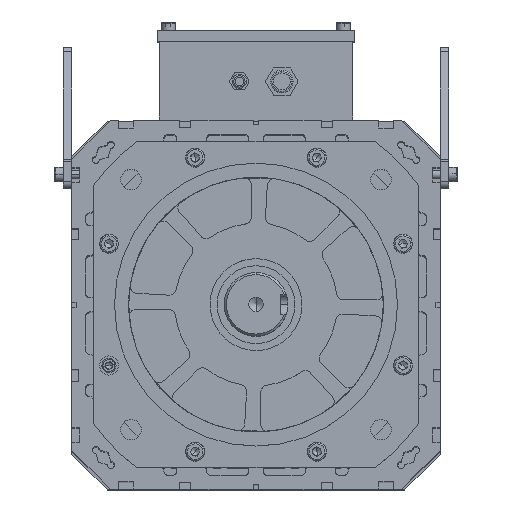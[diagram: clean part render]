
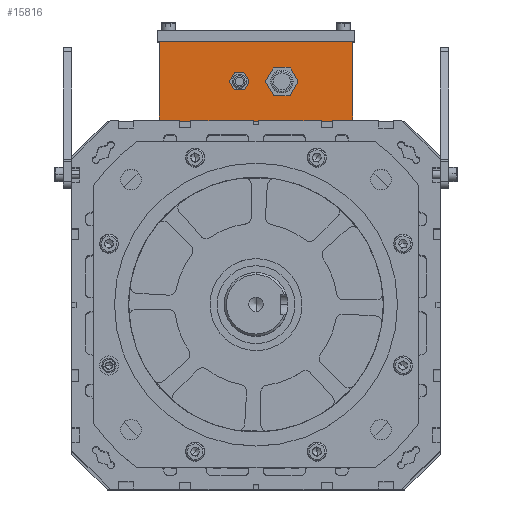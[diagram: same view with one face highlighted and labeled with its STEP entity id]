
A CAD part, top view. The second image highlights one B-rep face of the part: STEP entity #15816.
In plain terms, the highlighted planar face has unit normal (0, 0, 1).
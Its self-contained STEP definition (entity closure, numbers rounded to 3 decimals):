
#776 = EDGE_CURVE ( 'NONE', #15478, #2144, #12862, .T. ) ;
#969 = CARTESIAN_POINT ( 'NONE',  ( 284.393, 606.388, -1060.154 ) ) ;
#1113 = ORIENTED_EDGE ( 'NONE', *, *, #776, .T. ) ;
#1203 = CIRCLE ( 'NONE', #21753, 4. ) ;
#1525 = EDGE_CURVE ( 'NONE', #19314, #21421, #35560, .T. ) ;
#2050 = EDGE_CURVE ( 'NONE', #2144, #11033, #28120, .T. ) ;
#2144 = VERTEX_POINT ( 'NONE', #2717 ) ;
#2207 = AXIS2_PLACEMENT_3D ( 'NONE', #18285, #32267, #7392 ) ;
#2717 = CARTESIAN_POINT ( 'NONE',  ( 227.893, 574.388, -1060.154 ) ) ;
#3342 = ORIENTED_EDGE ( 'NONE', *, *, #10057, .F. ) ;
#3591 = CARTESIAN_POINT ( 'NONE',  ( 284.393, 602.388, -1060.154 ) ) ;
#3649 = AXIS2_PLACEMENT_3D ( 'NONE', #22500, #8299, #28200 ) ;
#4235 = CARTESIAN_POINT ( 'NONE',  ( 364.393, 630.388, -1060.154 ) ) ;
#4289 = EDGE_LOOP ( 'NONE', ( #22105, #8660 ) ) ;
#4564 = EDGE_CURVE ( 'NONE', #20480, #11033, #35346, .T. ) ;
#4663 = VECTOR ( 'NONE', #35331, 1000. ) ;
#5134 = CARTESIAN_POINT ( 'NONE',  ( 364.393, 630.388, -1060.154 ) ) ;
#5277 = EDGE_CURVE ( 'NONE', #19029, #6551, #8663, .T. ) ;
#5771 = CARTESIAN_POINT ( 'NONE',  ( 284.393, 598.388, -1060.154 ) ) ;
#6551 = VERTEX_POINT ( 'NONE', #30252 ) ;
#6803 = CIRCLE ( 'NONE', #9154, 6. ) ;
#7392 = DIRECTION ( 'NONE',  ( 0., 1., 0. ) ) ;
#8260 = EDGE_LOOP ( 'NONE', ( #35481, #3342 ) ) ;
#8299 = DIRECTION ( 'NONE',  ( 0., 0., -1. ) ) ;
#8660 = ORIENTED_EDGE ( 'NONE', *, *, #19867, .F. ) ;
#8663 = CIRCLE ( 'NONE', #2207, 6. ) ;
#9154 = AXIS2_PLACEMENT_3D ( 'NONE', #11940, #23179, #34410 ) ;
#9384 = DIRECTION ( 'NONE',  ( 0., -1., 0. ) ) ;
#10057 = EDGE_CURVE ( 'NONE', #6551, #19029, #6803, .T. ) ;
#10309 = DIRECTION ( 'NONE',  ( 1., 0., 0. ) ) ;
#10711 = CARTESIAN_POINT ( 'NONE',  ( 314.393, 608.388, -1060.154 ) ) ;
#11033 = VERTEX_POINT ( 'NONE', #11395 ) ;
#11395 = CARTESIAN_POINT ( 'NONE',  ( 364.393, 574.388, -1060.154 ) ) ;
#11467 = EDGE_LOOP ( 'NONE', ( #11551, #15434, #25077, #1113 ) ) ;
#11551 = ORIENTED_EDGE ( 'NONE', *, *, #2050, .T. ) ;
#11940 = CARTESIAN_POINT ( 'NONE',  ( 314.393, 602.388, -1060.154 ) ) ;
#12862 = LINE ( 'NONE', #24105, #4663 ) ;
#14832 = EDGE_CURVE ( 'NONE', #15478, #20480, #35549, .T. ) ;
#15434 = ORIENTED_EDGE ( 'NONE', *, *, #4564, .F. ) ;
#15478 = VERTEX_POINT ( 'NONE', #31378 ) ;
#15631 = DIRECTION ( 'NONE',  ( 0., 1., 0. ) ) ;
#15816 = ADVANCED_FACE ( 'NONE', ( #16985, #20123, #34109 ), #31343, .F. ) ;
#16985 = FACE_OUTER_BOUND ( 'NONE', #11467, .T. ) ;
#18134 = DIRECTION ( 'NONE',  ( 0., 0., 1. ) ) ;
#18285 = CARTESIAN_POINT ( 'NONE',  ( 314.393, 602.388, -1060.154 ) ) ;
#19029 = VERTEX_POINT ( 'NONE', #10711 ) ;
#19279 = DIRECTION ( 'NONE',  ( 1., 0., 0. ) ) ;
#19314 = VERTEX_POINT ( 'NONE', #969 ) ;
#19867 = EDGE_CURVE ( 'NONE', #21421, #19314, #1203, .T. ) ;
#20123 = FACE_BOUND ( 'NONE', #8260, .T. ) ;
#20480 = VERTEX_POINT ( 'NONE', #20532 ) ;
#20532 = CARTESIAN_POINT ( 'NONE',  ( 364.393, 630.388, -1060.154 ) ) ;
#21421 = VERTEX_POINT ( 'NONE', #5771 ) ;
#21438 = AXIS2_PLACEMENT_3D ( 'NONE', #3591, #18134, #34710 ) ;
#21753 = AXIS2_PLACEMENT_3D ( 'NONE', #29961, #32193, #15631 ) ;
#22105 = ORIENTED_EDGE ( 'NONE', *, *, #1525, .F. ) ;
#22500 = CARTESIAN_POINT ( 'NONE',  ( 364.393, 630.388, -1060.154 ) ) ;
#23179 = DIRECTION ( 'NONE',  ( 0., 0., 1. ) ) ;
#24105 = CARTESIAN_POINT ( 'NONE',  ( 227.893, 630.388, -1060.154 ) ) ;
#25077 = ORIENTED_EDGE ( 'NONE', *, *, #14832, .F. ) ;
#27662 = VECTOR ( 'NONE', #10309, 1000. ) ;
#27721 = VECTOR ( 'NONE', #9384, 1000. ) ;
#28120 = LINE ( 'NONE', #33446, #34432 ) ;
#28200 = DIRECTION ( 'NONE',  ( 0., -1., 0. ) ) ;
#29961 = CARTESIAN_POINT ( 'NONE',  ( 284.393, 602.388, -1060.154 ) ) ;
#30252 = CARTESIAN_POINT ( 'NONE',  ( 314.393, 596.388, -1060.154 ) ) ;
#31343 = PLANE ( 'NONE',  #3649 ) ;
#31378 = CARTESIAN_POINT ( 'NONE',  ( 227.893, 630.388, -1060.154 ) ) ;
#32193 = DIRECTION ( 'NONE',  ( 0., 0., 1. ) ) ;
#32267 = DIRECTION ( 'NONE',  ( 0., 0., 1. ) ) ;
#33446 = CARTESIAN_POINT ( 'NONE',  ( 364.393, 574.388, -1060.154 ) ) ;
#34109 = FACE_BOUND ( 'NONE', #4289, .T. ) ;
#34410 = DIRECTION ( 'NONE',  ( 0., 1., 0. ) ) ;
#34432 = VECTOR ( 'NONE', #19279, 1000. ) ;
#34710 = DIRECTION ( 'NONE',  ( 0., 1., 0. ) ) ;
#35331 = DIRECTION ( 'NONE',  ( 0., -1., 0. ) ) ;
#35346 = LINE ( 'NONE', #4235, #27721 ) ;
#35481 = ORIENTED_EDGE ( 'NONE', *, *, #5277, .F. ) ;
#35549 = LINE ( 'NONE', #5134, #27662 ) ;
#35560 = CIRCLE ( 'NONE', #21438, 4. ) ;
